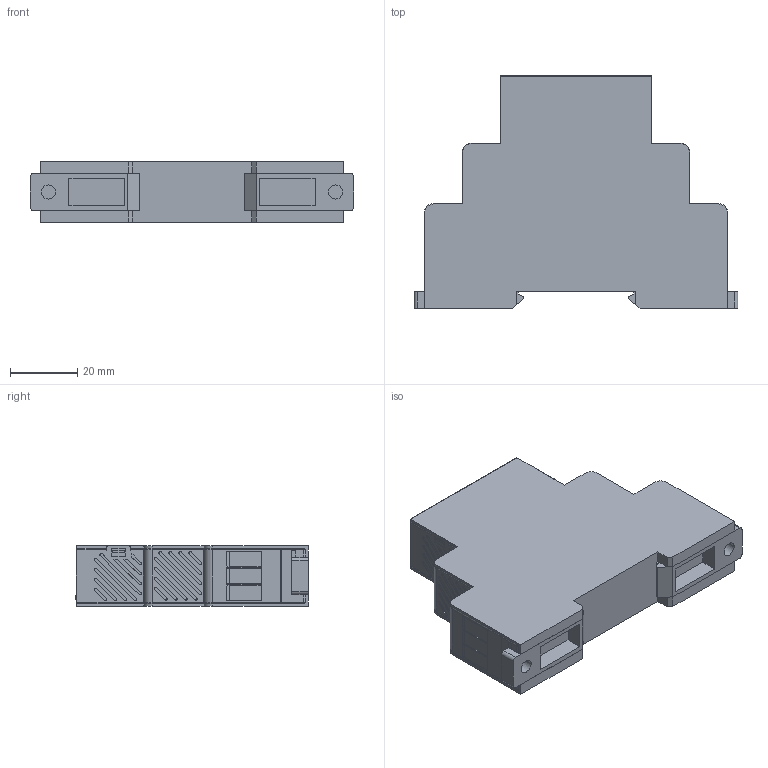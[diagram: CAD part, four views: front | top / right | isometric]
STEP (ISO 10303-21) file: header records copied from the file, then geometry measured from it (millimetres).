
FILE_DESCRIPTION (( 'STEP AP203' ), '1' );
FILE_NAME ('Z1T-LR.2.step', '2025-10-08T17:56:03', ( '' ), ( '' ), 'SwSTEP 2.0', 'SolidWorks 2024', '' );
FILE_SCHEMA (( 'CONFIG_CONTROL_DESIGN' ));
Length unit declared in the file: millimetre
Products named in the file (1): Z1T-LR.2
Bounding box: 96.07 x 69.15 x 18 mm (x, y, z)
Volume: 83847.4 mm3; surface area: 17883.6 mm2
Topology: 3 solids, 3 shells, 440 faces, 1126 edges, 732 vertices
Faces by surface type: plane 280, cone 76, cylinder 60, torus 24
Entity records: 13449 total; most frequent: CARTESIAN_POINT 2509, DIRECTION 2256, ORIENTED_EDGE 2236, EDGE_CURVE 1118, VECTOR 802, LINE 802, VERTEX_POINT 732, AXIS2_PLACEMENT_3D 727
